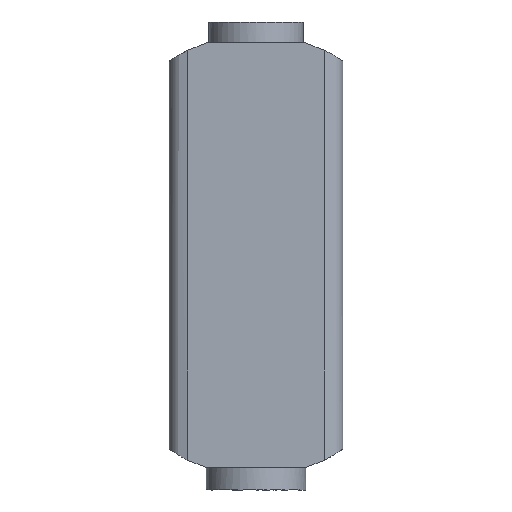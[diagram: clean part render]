
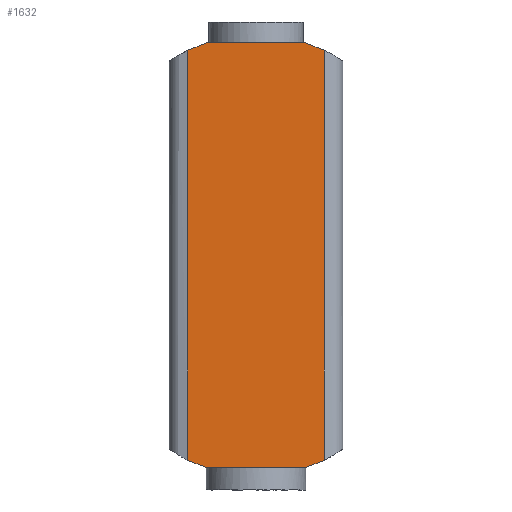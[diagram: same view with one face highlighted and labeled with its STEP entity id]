
A CAD part, left-side view. The second image highlights one B-rep face of the part: STEP entity #1632.
In plain terms, the highlighted free-form (B-spline) face has degree [1, 1] with [2, 2] control points.
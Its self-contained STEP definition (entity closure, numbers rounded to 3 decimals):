
#922 = VERTEX_POINT('',#923);
#923 = CARTESIAN_POINT('',(-60.042,25.732,
    146.675));
#928 = EDGE_CURVE('',#929,#922,#931,.T.);
#929 = VERTEX_POINT('',#930);
#930 = CARTESIAN_POINT('',(-60.042,12.866,
    141.528));
#931 = ( BOUNDED_CURVE() B_SPLINE_CURVE(2,(#932,#933,#934),
.UNSPECIFIED.,.F.,.F.) B_SPLINE_CURVE_WITH_KNOTS((3,3),(3.308,
3.461),.PIECEWISE_BEZIER_KNOTS.) CURVE() 
GEOMETRIC_REPRESENTATION_ITEM() RATIONAL_B_SPLINE_CURVE((1.,
0.997,1.)) REPRESENTATION_ITEM('') );
#932 = CARTESIAN_POINT('',(-60.042,12.866,
    141.528));
#933 = CARTESIAN_POINT('',(-60.042,19.101,
    144.596));
#934 = CARTESIAN_POINT('',(-60.042,25.732,
    146.675));
#1020 = VERTEX_POINT('',#1021);
#1021 = CARTESIAN_POINT('',(-60.042,12.866,
    -141.528));
#1036 = EDGE_CURVE('',#1037,#1020,#1039,.T.);
#1037 = VERTEX_POINT('',#1038);
#1038 = CARTESIAN_POINT('',(-60.042,25.732,
    -146.675));
#1039 = ( BOUNDED_CURVE() B_SPLINE_CURVE(2,(#1040,#1041,#1042),
.UNSPECIFIED.,.F.,.F.) B_SPLINE_CURVE_WITH_KNOTS((3,3),(3.142,
3.295),.PIECEWISE_BEZIER_KNOTS.) CURVE() 
GEOMETRIC_REPRESENTATION_ITEM() RATIONAL_B_SPLINE_CURVE((1.,
0.997,1.)) REPRESENTATION_ITEM('') );
#1040 = CARTESIAN_POINT('',(-60.042,25.732,
    -146.675));
#1041 = CARTESIAN_POINT('',(-60.042,19.101,
    -144.596));
#1042 = CARTESIAN_POINT('',(-60.042,12.866,
    -141.528));
#1101 = VERTEX_POINT('',#1102);
#1102 = CARTESIAN_POINT('',(-60.042,107.218,
    141.528));
#1117 = EDGE_CURVE('',#1118,#1101,#1120,.T.);
#1118 = VERTEX_POINT('',#1119);
#1119 = CARTESIAN_POINT('',(-60.042,94.352,
    146.675));
#1120 = ( BOUNDED_CURVE() B_SPLINE_CURVE(2,(#1121,#1122,#1123),
.UNSPECIFIED.,.F.,.F.) B_SPLINE_CURVE_WITH_KNOTS((3,3),(3.142,
3.295),.PIECEWISE_BEZIER_KNOTS.) CURVE() 
GEOMETRIC_REPRESENTATION_ITEM() RATIONAL_B_SPLINE_CURVE((1.,
0.997,1.)) REPRESENTATION_ITEM('') );
#1121 = CARTESIAN_POINT('',(-60.042,94.352,
    146.675));
#1122 = CARTESIAN_POINT('',(-60.042,100.983,
    144.596));
#1123 = CARTESIAN_POINT('',(-60.042,107.218,
    141.528));
#1158 = VERTEX_POINT('',#1159);
#1159 = CARTESIAN_POINT('',(-60.042,94.352,
    -146.675));
#1164 = EDGE_CURVE('',#1165,#1158,#1167,.T.);
#1165 = VERTEX_POINT('',#1166);
#1166 = CARTESIAN_POINT('',(-60.042,107.218,
    -141.528));
#1167 = ( BOUNDED_CURVE() B_SPLINE_CURVE(2,(#1168,#1169,#1170),
.UNSPECIFIED.,.F.,.F.) B_SPLINE_CURVE_WITH_KNOTS((3,3),(3.308,
3.461),.PIECEWISE_BEZIER_KNOTS.) CURVE() 
GEOMETRIC_REPRESENTATION_ITEM() RATIONAL_B_SPLINE_CURVE((1.,
0.997,1.)) REPRESENTATION_ITEM('') );
#1168 = CARTESIAN_POINT('',(-60.042,107.218,
    -141.528));
#1169 = CARTESIAN_POINT('',(-60.042,100.983,
    -144.596));
#1170 = CARTESIAN_POINT('',(-60.042,94.352,
    -146.675));
#1266 = EDGE_CURVE('',#922,#1118,#1267,.T.);
#1267 = B_SPLINE_CURVE_WITH_KNOTS('',1,(#1268,#1269),.UNSPECIFIED.,.F.,
  .F.,(2,2),(30.,110.),.PIECEWISE_BEZIER_KNOTS.);
#1268 = CARTESIAN_POINT('',(-60.042,25.732,
    146.675));
#1269 = CARTESIAN_POINT('',(-60.042,94.352,
    146.675));
#1302 = EDGE_CURVE('',#1037,#1158,#1303,.T.);
#1303 = B_SPLINE_CURVE_WITH_KNOTS('',1,(#1304,#1305),.UNSPECIFIED.,.F.,
  .F.,(2,2),(30.,110.),.PIECEWISE_BEZIER_KNOTS.);
#1304 = CARTESIAN_POINT('',(-60.042,25.732,
    -146.675));
#1305 = CARTESIAN_POINT('',(-60.042,94.352,
    -146.675));
#1563 = EDGE_CURVE('',#929,#1020,#1564,.T.);
#1564 = B_SPLINE_CURVE_WITH_KNOTS('',1,(#1565,#1566),.UNSPECIFIED.,.F.,
  .F.,(2,2),(-250.5,79.5),.PIECEWISE_BEZIER_KNOTS.);
#1565 = CARTESIAN_POINT('',(-60.042,12.866,
    141.528));
#1566 = CARTESIAN_POINT('',(-60.042,12.866,
    -141.528));
#1587 = EDGE_CURVE('',#1165,#1101,#1588,.T.);
#1588 = B_SPLINE_CURVE_WITH_KNOTS('',1,(#1589,#1590),.UNSPECIFIED.,.F.,
  .F.,(2,2),(-79.5,250.5),.PIECEWISE_BEZIER_KNOTS.);
#1589 = CARTESIAN_POINT('',(-60.042,107.218,
    -141.528));
#1590 = CARTESIAN_POINT('',(-60.042,107.218,
    141.528));
#1632 = ADVANCED_FACE('',(#1633),#1643,.T.);
#1633 = FACE_BOUND('',#1634,.T.);
#1634 = EDGE_LOOP('',(#1635,#1636,#1637,#1638,#1639,#1640,#1641,#1642));
#1635 = ORIENTED_EDGE('',*,*,#928,.T.);
#1636 = ORIENTED_EDGE('',*,*,#1266,.T.);
#1637 = ORIENTED_EDGE('',*,*,#1117,.T.);
#1638 = ORIENTED_EDGE('',*,*,#1587,.F.);
#1639 = ORIENTED_EDGE('',*,*,#1164,.T.);
#1640 = ORIENTED_EDGE('',*,*,#1302,.F.);
#1641 = ORIENTED_EDGE('',*,*,#1036,.T.);
#1642 = ORIENTED_EDGE('',*,*,#1563,.F.);
#1643 = B_SPLINE_SURFACE_WITH_KNOTS('',1,1,(
    (#1644,#1645)
    ,(#1646,#1647
    )),.UNSPECIFIED.,.F.,.F.,.F.,(2,2),(2,2),(0.,342.),
  (15.,125.),.PIECEWISE_BEZIER_KNOTS.);
#1644 = CARTESIAN_POINT('',(-60.042,12.866,
    -146.675));
#1645 = CARTESIAN_POINT('',(-60.042,107.218,
    -146.675));
#1646 = CARTESIAN_POINT('',(-60.042,12.866,
    146.675));
#1647 = CARTESIAN_POINT('',(-60.042,107.218,
    146.675));
